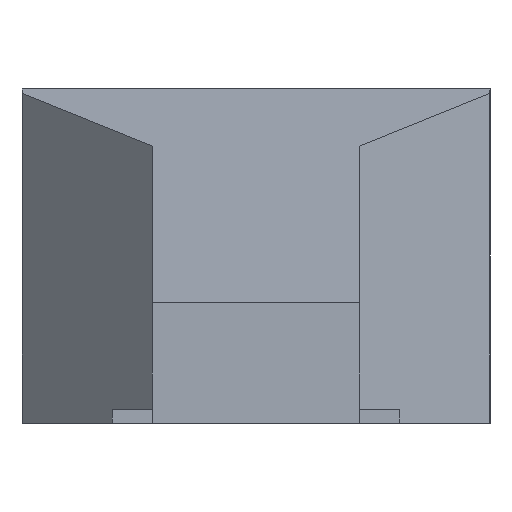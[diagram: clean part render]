
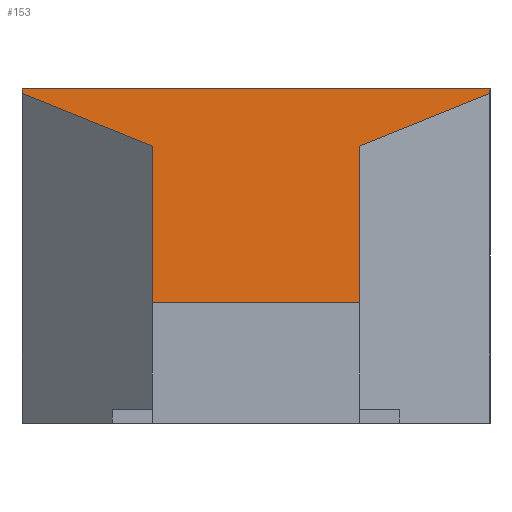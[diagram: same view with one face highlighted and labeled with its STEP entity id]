
A CAD part, left-side view. The second image highlights one B-rep face of the part: STEP entity #153.
In plain terms, the highlighted planar face has unit normal (-0.375, 0, 0.927).
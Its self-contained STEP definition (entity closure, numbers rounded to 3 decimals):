
#153=ADVANCED_FACE('',(#419),#420,.T.);
#223=EDGE_CURVE('',#241,#227,#498,.T.);
#227=VERTEX_POINT('',#502);
#241=VERTEX_POINT('',#516);
#251=EDGE_CURVE('',#299,#257,#527,.T.);
#253=EDGE_CURVE('',#227,#257,#529,.T.);
#257=VERTEX_POINT('',#534);
#263=EDGE_CURVE('',#365,#327,#541,.T.);
#275=VERTEX_POINT('',#555);
#291=EDGE_CURVE('',#299,#275,#573,.T.);
#293=EDGE_CURVE('',#275,#383,#575,.T.);
#299=VERTEX_POINT('',#581);
#315=EDGE_CURVE('',#383,#365,#600,.T.);
#321=EDGE_CURVE('',#327,#241,#606,.T.);
#327=VERTEX_POINT('',#612);
#365=VERTEX_POINT('',#656);
#383=VERTEX_POINT('',#675);
#419=FACE_OUTER_BOUND('',#704,.T.);
#420=PLANE('',#705);
#498=LINE('',#808,#809);
#502=CARTESIAN_POINT('',(38.75,-17.5,24.656));
#516=CARTESIAN_POINT('',(29.0,-7.75,20.717));
#527=LINE('',#851,#852);
#529=LINE('',#855,#856);
#534=CARTESIAN_POINT('',(39.601,-17.5,25.));
#541=LINE('',#869,#870);
#555=CARTESIAN_POINT('',(38.75,17.5,24.656));
#573=LINE('',#913,#914);
#575=LINE('',#917,#918);
#581=CARTESIAN_POINT('',(39.601,17.5,25.));
#600=LINE('',#951,#952);
#606=LINE('',#961,#962);
#612=CARTESIAN_POINT('',(0.0,-7.75,9.));
#656=CARTESIAN_POINT('',(0.0,7.75,9.));
#675=CARTESIAN_POINT('',(29.0,7.75,20.717));
#704=EDGE_LOOP('',(#1088,#1089,#1090,#1091,#1092,#1093,#1094,#1095));
#705=AXIS2_PLACEMENT_3D('',#1096,#1097,#1098);
#808=CARTESIAN_POINT('',(19.812,1.438,17.004));
#809=VECTOR('',#1187,1.0);
#851=CARTESIAN_POINT('',(39.601,0.,25.));
#852=VECTOR('',#1207,1.0);
#855=CARTESIAN_POINT('',(39.601,-17.5,25.));
#856=VECTOR('',#1208,1.0);
#869=CARTESIAN_POINT('',(0.0,0.,9.));
#870=VECTOR('',#1227,1.0);
#913=CARTESIAN_POINT('',(39.601,17.5,25.));
#914=VECTOR('',#1275,1.0);
#917=CARTESIAN_POINT('',(24.319,3.069,18.825));
#918=VECTOR('',#1276,1.0);
#951=CARTESIAN_POINT('',(15.244,7.75,15.159));
#952=VECTOR('',#1297,1.0);
#961=CARTESIAN_POINT('',(2.779,-7.75,10.123));
#962=VECTOR('',#1299,1.0);
#1088=ORIENTED_EDGE('',*,*,#293,.T.);
#1089=ORIENTED_EDGE('',*,*,#315,.T.);
#1090=ORIENTED_EDGE('',*,*,#263,.T.);
#1091=ORIENTED_EDGE('',*,*,#321,.T.);
#1092=ORIENTED_EDGE('',*,*,#223,.T.);
#1093=ORIENTED_EDGE('',*,*,#253,.T.);
#1094=ORIENTED_EDGE('',*,*,#251,.F.);
#1095=ORIENTED_EDGE('',*,*,#291,.T.);
#1096=CARTESIAN_POINT('',(0.0,0.,9.));
#1097=DIRECTION('',(-0.375,0.,0.927));
#1098=DIRECTION('',(0.0,-1.0,0.));
#1187=DIRECTION('',(0.68,-0.68,0.275));
#1207=DIRECTION('',(0.0,-1.0,0.));
#1208=DIRECTION('',(0.927,0.,0.375));
#1227=DIRECTION('',(0.0,-1.0,0.));
#1275=DIRECTION('',(-0.927,0.,-0.375));
#1276=DIRECTION('',(-0.68,-0.68,-0.275));
#1297=DIRECTION('',(-0.927,0.0,-0.375));
#1299=DIRECTION('',(0.927,0.0,0.375));
